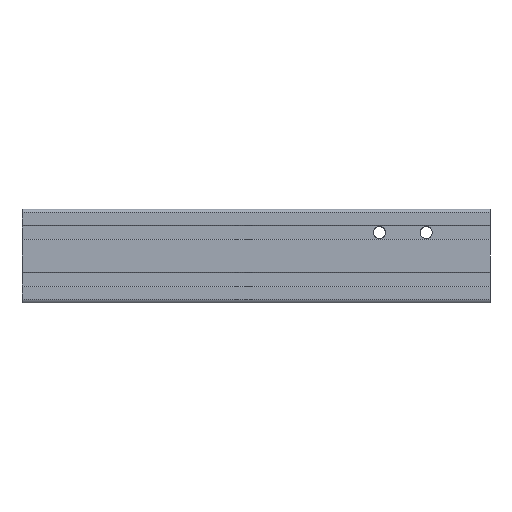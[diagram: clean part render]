
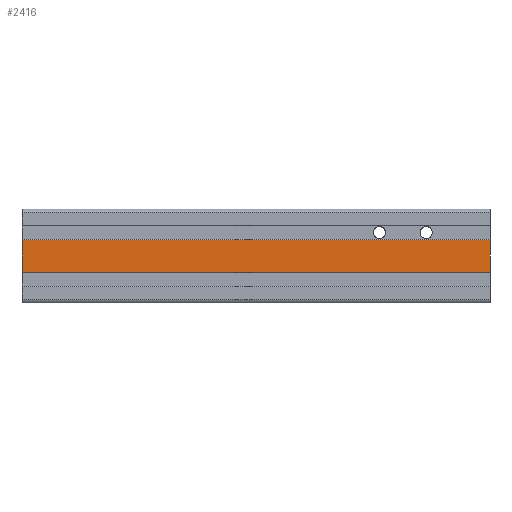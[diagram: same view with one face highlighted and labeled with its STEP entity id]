
A CAD part, front view. The second image highlights one B-rep face of the part: STEP entity #2416.
In plain terms, the highlighted planar face has unit normal (0, -1, 0).
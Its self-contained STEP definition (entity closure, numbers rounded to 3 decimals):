
#67 = VECTOR ( 'NONE', #1969, 1000. ) ;
#391 = ORIENTED_EDGE ( 'NONE', *, *, #3183, .F. ) ;
#559 = CARTESIAN_POINT ( 'NONE',  ( 200., -10., 6.9 ) ) ;
#568 = PLANE ( 'NONE',  #2576 ) ;
#686 = CARTESIAN_POINT ( 'NONE',  ( 0., -10., -6.9 ) ) ;
#765 = ORIENTED_EDGE ( 'NONE', *, *, #2191, .T. ) ;
#784 = CARTESIAN_POINT ( 'NONE',  ( 200., -10., -6.9 ) ) ;
#976 = EDGE_LOOP ( 'NONE', ( #3441, #3196, #391, #765 ) ) ;
#1160 = DIRECTION ( 'NONE',  ( 0., 0., -1. ) ) ;
#1208 = LINE ( 'NONE', #1751, #2915 ) ;
#1252 = LINE ( 'NONE', #3377, #67 ) ;
#1289 = VECTOR ( 'NONE', #2421, 1000. ) ;
#1351 = FACE_OUTER_BOUND ( 'NONE', #976, .T. ) ;
#1751 = CARTESIAN_POINT ( 'NONE',  ( 0., -10., 0. ) ) ;
#1774 = EDGE_CURVE ( 'NONE', #2101, #2706, #1252, .T. ) ;
#1914 = LINE ( 'NONE', #559, #1289 ) ;
#1940 = VERTEX_POINT ( 'NONE', #3082 ) ;
#1969 = DIRECTION ( 'NONE',  ( -1., 0., 0. ) ) ;
#2078 = VECTOR ( 'NONE', #1160, 1000. ) ;
#2079 = CARTESIAN_POINT ( 'NONE',  ( 200., -10., 0. ) ) ;
#2101 = VERTEX_POINT ( 'NONE', #784 ) ;
#2154 = VERTEX_POINT ( 'NONE', #2731 ) ;
#2191 = EDGE_CURVE ( 'NONE', #2154, #1940, #1914, .T. ) ;
#2215 = DIRECTION ( 'NONE',  ( 0., 0., -1. ) ) ;
#2287 = LINE ( 'NONE', #3079, #2078 ) ;
#2411 = DIRECTION ( 'NONE',  ( 0., 0., 1. ) ) ;
#2416 = ADVANCED_FACE ( 'NONE', ( #1351 ), #568, .F. ) ;
#2421 = DIRECTION ( 'NONE',  ( -1., 0., 0. ) ) ;
#2576 = AXIS2_PLACEMENT_3D ( 'NONE', #2079, #2692, #2411 ) ;
#2692 = DIRECTION ( 'NONE',  ( 0., 1., 0. ) ) ;
#2706 = VERTEX_POINT ( 'NONE', #686 ) ;
#2731 = CARTESIAN_POINT ( 'NONE',  ( 200., -10., 6.9 ) ) ;
#2915 = VECTOR ( 'NONE', #2215, 1000. ) ;
#3079 = CARTESIAN_POINT ( 'NONE',  ( 200., -10., 0. ) ) ;
#3082 = CARTESIAN_POINT ( 'NONE',  ( 0., -10., 6.9 ) ) ;
#3183 = EDGE_CURVE ( 'NONE', #2154, #2101, #2287, .T. ) ;
#3196 = ORIENTED_EDGE ( 'NONE', *, *, #1774, .F. ) ;
#3203 = EDGE_CURVE ( 'NONE', #1940, #2706, #1208, .T. ) ;
#3377 = CARTESIAN_POINT ( 'NONE',  ( 200., -10., -6.9 ) ) ;
#3441 = ORIENTED_EDGE ( 'NONE', *, *, #3203, .T. ) ;
